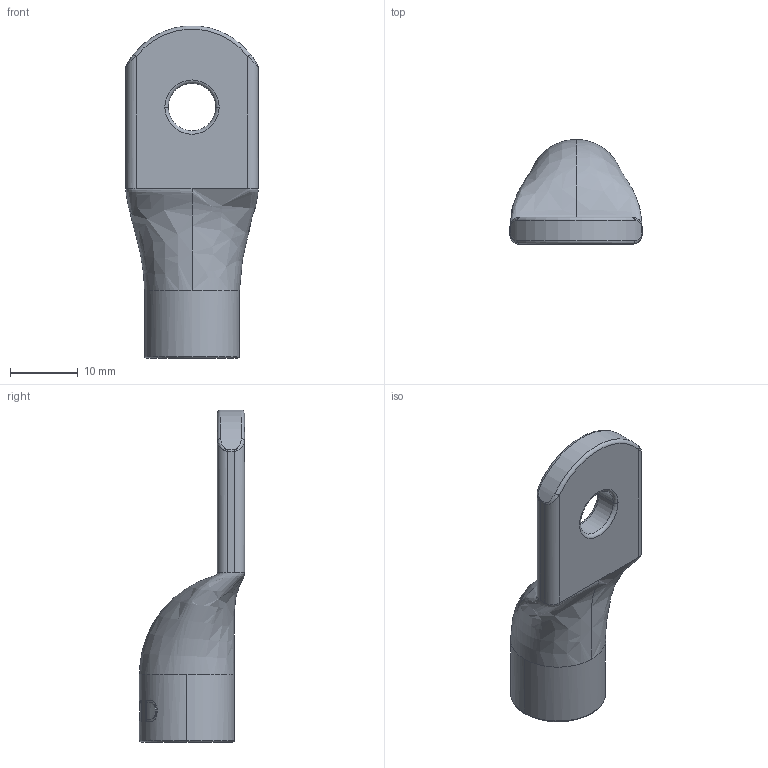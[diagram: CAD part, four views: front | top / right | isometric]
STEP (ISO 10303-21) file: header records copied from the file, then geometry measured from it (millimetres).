
FILE_DESCRIPTION (( 'STEP AP214' ), '1' );
FILE_NAME ('LUG-MAGNA-1-2-14.STEP', '2017-04-03T18:25:14', ( '' ), ( '' ), 'SwSTEP 2.0', 'SolidWorks 2017', '' );
FILE_SCHEMA (( 'AUTOMOTIVE_DESIGN' ));
Length unit declared in the file: millimetre
Products named in the file (1): LUG-MAGNA-1-2-14
Bounding box: 19.5 x 15.5 x 48.96 mm (x, y, z)
Volume: 4315.8 mm3; surface area: 2751.8 mm2
Topology: 1 solids, 1 shells, 157 faces, 398 edges, 260 vertices
Faces by surface type: bspline 82, plane 43, cylinder 22, torus 8, cone 2
Entity records: 13166 total; most frequent: CARTESIAN_POINT 9378, ORIENTED_EDGE 796, EDGE_CURVE 398, DIRECTION 355, VERTEX_POINT 260, B_SPLINE_CURVE_WITH_KNOTS 231, EDGE_LOOP 176, ADVANCED_FACE 157
